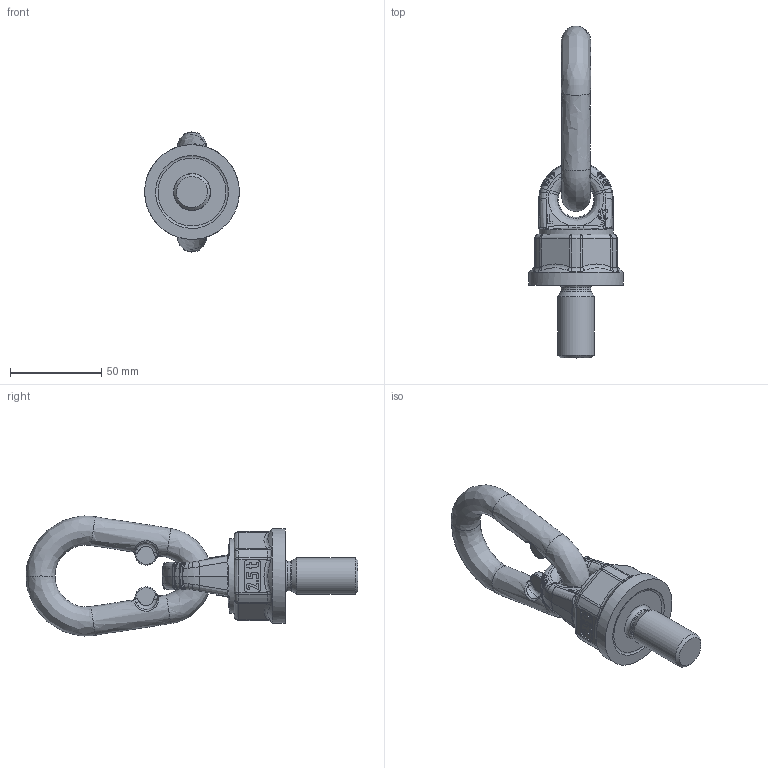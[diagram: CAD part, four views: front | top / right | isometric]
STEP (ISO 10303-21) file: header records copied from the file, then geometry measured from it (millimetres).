
FILE_DESCRIPTION((''),'2;1');
FILE_NAME('TP2_5_M20x40_senkrecht.stp','2012-03-27T10:17:56',('User'),('SDRC'),'I-DEAS Master Series 9','UNIX','Yes');
FILE_SCHEMA(('CONFIG_CONTROL_DESIGN', 'GEOMETRIC_VALIDATION_PROPERTIES_MIM','SHAPE_APPEARANCE_LAYER_MIM'));
Length unit declared in the file: millimetre
Bounding box: 52 x 182.4 x 65.98 mm (x, y, z)
Volume: 127532.6 mm3; surface area: 26126.6 mm2
Topology: 2 solids, 2 shells, 575 faces, 1421 edges, 826 vertices
Faces by surface type: bspline 575
Entity records: 22632 total; most frequent: CARTESIAN_POINT 13982, ORIENTED_EDGE 2770, EDGE_CURVE 1385, VERTEX_POINT 826, OVER_RIDING_STYLED_ITEM 651, EDGE_LOOP 591, FACE_OUTER_BOUND 575, ADVANCED_FACE 575
